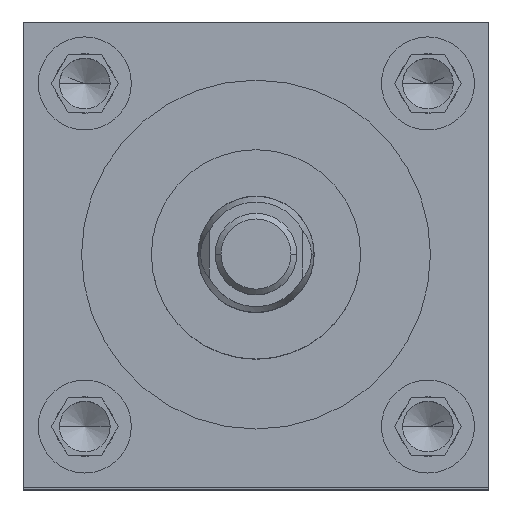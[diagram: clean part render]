
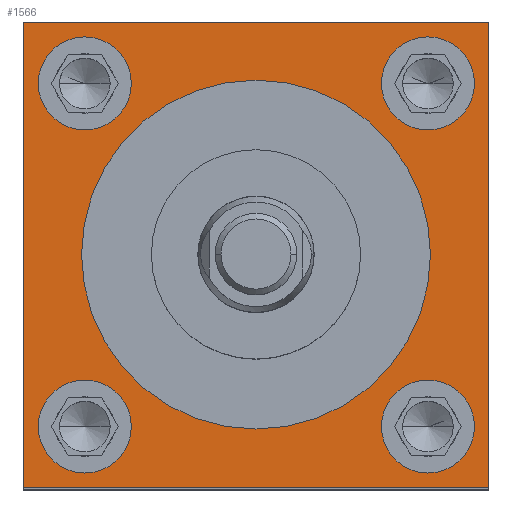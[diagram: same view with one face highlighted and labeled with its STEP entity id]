
A CAD part, top view. The second image highlights one B-rep face of the part: STEP entity #1566.
In plain terms, the highlighted planar face has unit normal (0, 0, 1).
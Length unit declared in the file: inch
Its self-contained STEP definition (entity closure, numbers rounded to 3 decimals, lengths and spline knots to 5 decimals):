
#48 = CARTESIAN_POINT ( 'NONE',  ( -1.17, -0.924, 8.625 ) ) ;
#140 = EDGE_LOOP ( 'NONE', ( #3430, #958 ) ) ;
#222 = AXIS2_PLACEMENT_3D ( 'NONE', #3825, #3894, #653 ) ;
#264 = EDGE_CURVE ( 'NONE', #3669, #1485, #3550, .T. ) ;
#495 = CARTESIAN_POINT ( 'NONE',  ( 0., 0., 8.625 ) ) ;
#545 = ORIENTED_EDGE ( 'NONE', *, *, #1281, .T. ) ;
#587 = CARTESIAN_POINT ( 'NONE',  ( -1.17, 0.92, 8.625 ) ) ;
#592 = ORIENTED_EDGE ( 'NONE', *, *, #3057, .F. ) ;
#617 = EDGE_LOOP ( 'NONE', ( #4496, #4492 ) ) ;
#624 = DIRECTION ( 'NONE',  ( 0., -1., 0. ) ) ;
#653 = DIRECTION ( 'NONE',  ( -1., 0., 0. ) ) ;
#667 = EDGE_LOOP ( 'NONE', ( #4503, #1673, #545, #1165 ) ) ;
#671 = AXIS2_PLACEMENT_3D ( 'NONE', #3506, #3542, #1262 ) ;
#721 = CIRCLE ( 'NONE', #3667, 0.25 ) ;
#834 = AXIS2_PLACEMENT_3D ( 'NONE', #1599, #4424, #5451 ) ;
#914 = DIRECTION ( 'NONE',  ( 1., 0., 0. ) ) ;
#958 = ORIENTED_EDGE ( 'NONE', *, *, #6425, .F. ) ;
#1009 = ORIENTED_EDGE ( 'NONE', *, *, #4260, .F. ) ;
#1015 = CARTESIAN_POINT ( 'NONE',  ( 0.674, -0.924, 8.625 ) ) ;
#1033 = DIRECTION ( 'NONE',  ( 0., 1., 0. ) ) ;
#1093 = VERTEX_POINT ( 'NONE', #2494 ) ;
#1118 = AXIS2_PLACEMENT_3D ( 'NONE', #1345, #5161, #1203 ) ;
#1165 = ORIENTED_EDGE ( 'NONE', *, *, #3150, .T. ) ;
#1203 = DIRECTION ( 'NONE',  ( 1., 0., 0. ) ) ;
#1212 = CARTESIAN_POINT ( 'NONE',  ( -1.25, -1.25, 8.625 ) ) ;
#1244 = CARTESIAN_POINT ( 'NONE',  ( -1.25, 1.25, 8.625 ) ) ;
#1262 = DIRECTION ( 'NONE',  ( 1., 0., 0. ) ) ;
#1264 = VERTEX_POINT ( 'NONE', #1484 ) ;
#1281 = EDGE_CURVE ( 'NONE', #1264, #6706, #3176, .T. ) ;
#1345 = CARTESIAN_POINT ( 'NONE',  ( 0.924, -0.924, 8.625 ) ) ;
#1392 = VERTEX_POINT ( 'NONE', #3396 ) ;
#1433 = CIRCLE ( 'NONE', #6331, 0.25 ) ;
#1484 = CARTESIAN_POINT ( 'NONE',  ( 1.25, -1.25, 8.625 ) ) ;
#1485 = VERTEX_POINT ( 'NONE', #4990 ) ;
#1514 = AXIS2_PLACEMENT_3D ( 'NONE', #5085, #4529, #5192 ) ;
#1547 = VERTEX_POINT ( 'NONE', #5522 ) ;
#1566 = ADVANCED_FACE ( 'NONE', ( #6525, #3863, #6664, #6108, #3390, #1769 ), #2283, .F. ) ;
#1590 = DIRECTION ( 'NONE',  ( 1., 0., 0. ) ) ;
#1599 = CARTESIAN_POINT ( 'NONE',  ( 0., 0., 8.625 ) ) ;
#1623 = VERTEX_POINT ( 'NONE', #6703 ) ;
#1671 = LINE ( 'NONE', #1212, #5337 ) ;
#1673 = ORIENTED_EDGE ( 'NONE', *, *, #4087, .T. ) ;
#1769 = FACE_OUTER_BOUND ( 'NONE', #667, .T. ) ;
#1865 = CIRCLE ( 'NONE', #1514, 0.25 ) ;
#1882 = ORIENTED_EDGE ( 'NONE', *, *, #2062, .F. ) ;
#2048 = EDGE_LOOP ( 'NONE', ( #5232, #1882 ) ) ;
#2062 = EDGE_CURVE ( 'NONE', #5491, #4660, #1865, .T. ) ;
#2091 = CARTESIAN_POINT ( 'NONE',  ( 1.25, -1.25, 8.625 ) ) ;
#2201 = CARTESIAN_POINT ( 'NONE',  ( 1.25, 1.25, 8.625 ) ) ;
#2250 = CARTESIAN_POINT ( 'NONE',  ( -1.25, -1.25, 8.625 ) ) ;
#2283 = PLANE ( 'NONE',  #222 ) ;
#2461 = CARTESIAN_POINT ( 'NONE',  ( -1.25, -1.25, 8.625 ) ) ;
#2494 = CARTESIAN_POINT ( 'NONE',  ( -0.67, 0.92, 8.625 ) ) ;
#2505 = CIRCLE ( 'NONE', #6473, 0.25 ) ;
#2600 = CIRCLE ( 'NONE', #671, 0.25 ) ;
#2609 = DIRECTION ( 'NONE',  ( 0., 0., 1. ) ) ;
#2655 = DIRECTION ( 'NONE',  ( 1., 0., 0. ) ) ;
#3057 = EDGE_CURVE ( 'NONE', #5030, #1093, #1433, .T. ) ;
#3074 = DIRECTION ( 'NONE',  ( 1., 0., 0. ) ) ;
#3150 = EDGE_CURVE ( 'NONE', #6706, #1392, #4491, .T. ) ;
#3163 = DIRECTION ( 'NONE',  ( 0., 0., 1. ) ) ;
#3176 = LINE ( 'NONE', #2091, #6843 ) ;
#3390 = FACE_BOUND ( 'NONE', #617, .T. ) ;
#3396 = CARTESIAN_POINT ( 'NONE',  ( -1.25, 1.25, 8.625 ) ) ;
#3430 = ORIENTED_EDGE ( 'NONE', *, *, #4515, .F. ) ;
#3506 = CARTESIAN_POINT ( 'NONE',  ( -0.92, -0.924, 8.625 ) ) ;
#3542 = DIRECTION ( 'NONE',  ( 0., 0., 1. ) ) ;
#3544 = EDGE_CURVE ( 'NONE', #4660, #5491, #2600, .T. ) ;
#3550 = CIRCLE ( 'NONE', #5936, 0.9375 ) ;
#3645 = EDGE_CURVE ( 'NONE', #6064, #5009, #4138, .T. ) ;
#3667 = AXIS2_PLACEMENT_3D ( 'NONE', #6887, #3163, #914 ) ;
#3669 = VERTEX_POINT ( 'NONE', #4187 ) ;
#3717 = CARTESIAN_POINT ( 'NONE',  ( 0.924, -0.924, 8.625 ) ) ;
#3771 = EDGE_CURVE ( 'NONE', #1485, #3669, #6960, .T. ) ;
#3782 = AXIS2_PLACEMENT_3D ( 'NONE', #4845, #4309, #1590 ) ;
#3825 = CARTESIAN_POINT ( 'NONE',  ( -1.25, 1.25, 8.625 ) ) ;
#3863 = FACE_BOUND ( 'NONE', #140, .T. ) ;
#3894 = DIRECTION ( 'NONE',  ( 0., 0., -1. ) ) ;
#4087 = EDGE_CURVE ( 'NONE', #6182, #1264, #5766, .T. ) ;
#4114 = EDGE_LOOP ( 'NONE', ( #1009, #592 ) ) ;
#4138 = CIRCLE ( 'NONE', #5370, 0.25 ) ;
#4187 = CARTESIAN_POINT ( 'NONE',  ( 0.9375, 0., 8.625 ) ) ;
#4196 = CIRCLE ( 'NONE', #1118, 0.25 ) ;
#4219 = DIRECTION ( 'NONE',  ( 0., 0., 1. ) ) ;
#4260 = EDGE_CURVE ( 'NONE', #1093, #5030, #4340, .T. ) ;
#4279 = CARTESIAN_POINT ( 'NONE',  ( -0.92, 0.92, 8.625 ) ) ;
#4293 = DIRECTION ( 'NONE',  ( 0., 0., 1. ) ) ;
#4309 = DIRECTION ( 'NONE',  ( 0., 0., 1. ) ) ;
#4314 = DIRECTION ( 'NONE',  ( 1., 0., 0. ) ) ;
#4340 = CIRCLE ( 'NONE', #3782, 0.25 ) ;
#4414 = DIRECTION ( 'NONE',  ( -1., 0., 0. ) ) ;
#4424 = DIRECTION ( 'NONE',  ( 0., 0., 1. ) ) ;
#4491 = LINE ( 'NONE', #1244, #4852 ) ;
#4492 = ORIENTED_EDGE ( 'NONE', *, *, #3771, .F. ) ;
#4496 = ORIENTED_EDGE ( 'NONE', *, *, #264, .F. ) ;
#4503 = ORIENTED_EDGE ( 'NONE', *, *, #6261, .T. ) ;
#4515 = EDGE_CURVE ( 'NONE', #1623, #1547, #721, .T. ) ;
#4529 = DIRECTION ( 'NONE',  ( 0., 0., 1. ) ) ;
#4575 = CARTESIAN_POINT ( 'NONE',  ( 0.924, 0.92, 8.625 ) ) ;
#4660 = VERTEX_POINT ( 'NONE', #5969 ) ;
#4834 = EDGE_LOOP ( 'NONE', ( #6829, #6633 ) ) ;
#4845 = CARTESIAN_POINT ( 'NONE',  ( -0.92, 0.92, 8.625 ) ) ;
#4852 = VECTOR ( 'NONE', #4414, 39.37008 ) ;
#4990 = CARTESIAN_POINT ( 'NONE',  ( -0.9375, 0., 8.625 ) ) ;
#5009 = VERTEX_POINT ( 'NONE', #1015 ) ;
#5030 = VERTEX_POINT ( 'NONE', #587 ) ;
#5085 = CARTESIAN_POINT ( 'NONE',  ( -0.92, -0.924, 8.625 ) ) ;
#5161 = DIRECTION ( 'NONE',  ( 0., 0., 1. ) ) ;
#5192 = DIRECTION ( 'NONE',  ( 1., 0., 0. ) ) ;
#5232 = ORIENTED_EDGE ( 'NONE', *, *, #3544, .F. ) ;
#5337 = VECTOR ( 'NONE', #624, 39.37008 ) ;
#5370 = AXIS2_PLACEMENT_3D ( 'NONE', #3717, #4219, #6353 ) ;
#5451 = DIRECTION ( 'NONE',  ( 1., 0., 0. ) ) ;
#5491 = VERTEX_POINT ( 'NONE', #48 ) ;
#5522 = CARTESIAN_POINT ( 'NONE',  ( 0.674, 0.92, 8.625 ) ) ;
#5602 = DIRECTION ( 'NONE',  ( 1., 0., 0. ) ) ;
#5766 = LINE ( 'NONE', #2461, #6991 ) ;
#5936 = AXIS2_PLACEMENT_3D ( 'NONE', #495, #4293, #2655 ) ;
#5969 = CARTESIAN_POINT ( 'NONE',  ( -0.67, -0.924, 8.625 ) ) ;
#6064 = VERTEX_POINT ( 'NONE', #6889 ) ;
#6108 = FACE_BOUND ( 'NONE', #4114, .T. ) ;
#6182 = VERTEX_POINT ( 'NONE', #2250 ) ;
#6261 = EDGE_CURVE ( 'NONE', #1392, #6182, #1671, .T. ) ;
#6331 = AXIS2_PLACEMENT_3D ( 'NONE', #4279, #2609, #4314 ) ;
#6353 = DIRECTION ( 'NONE',  ( 1., 0., 0. ) ) ;
#6425 = EDGE_CURVE ( 'NONE', #1547, #1623, #2505, .T. ) ;
#6473 = AXIS2_PLACEMENT_3D ( 'NONE', #4575, #6739, #5602 ) ;
#6525 = FACE_BOUND ( 'NONE', #4834, .T. ) ;
#6633 = ORIENTED_EDGE ( 'NONE', *, *, #6858, .F. ) ;
#6664 = FACE_BOUND ( 'NONE', #2048, .T. ) ;
#6703 = CARTESIAN_POINT ( 'NONE',  ( 1.174, 0.92, 8.625 ) ) ;
#6706 = VERTEX_POINT ( 'NONE', #2201 ) ;
#6739 = DIRECTION ( 'NONE',  ( 0., 0., 1. ) ) ;
#6829 = ORIENTED_EDGE ( 'NONE', *, *, #3645, .F. ) ;
#6843 = VECTOR ( 'NONE', #1033, 39.37008 ) ;
#6858 = EDGE_CURVE ( 'NONE', #5009, #6064, #4196, .T. ) ;
#6887 = CARTESIAN_POINT ( 'NONE',  ( 0.924, 0.92, 8.625 ) ) ;
#6889 = CARTESIAN_POINT ( 'NONE',  ( 1.174, -0.924, 8.625 ) ) ;
#6960 = CIRCLE ( 'NONE', #834, 0.9375 ) ;
#6991 = VECTOR ( 'NONE', #3074, 39.37008 ) ;
